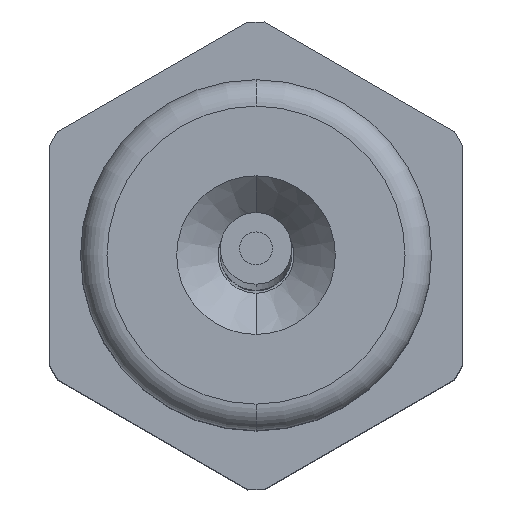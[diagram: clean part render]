
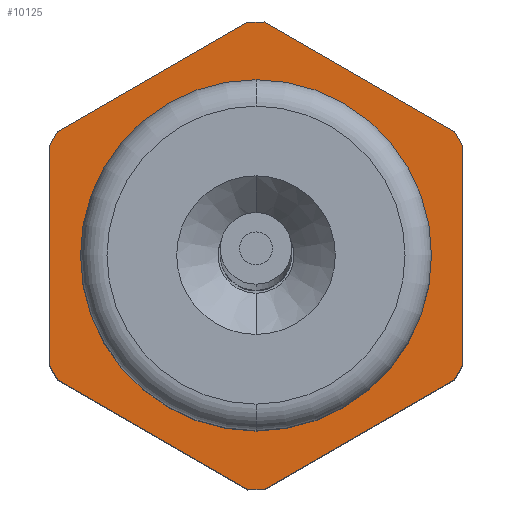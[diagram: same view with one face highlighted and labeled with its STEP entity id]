
A CAD part, top view. The second image highlights one B-rep face of the part: STEP entity #10125.
In plain terms, the highlighted face is planar.
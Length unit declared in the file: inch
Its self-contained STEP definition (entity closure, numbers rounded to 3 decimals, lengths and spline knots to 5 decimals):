
#9772=DIRECTION('',(-0.866,0.,-0.5));
#9773=VECTOR('',#9772,0.01966);
#9774=CARTESIAN_POINT('',(-0.13299,0.05,0.25));
#9775=LINE('',#9774,#9773);
#9776=DIRECTION('',(0.5,0.,0.866));
#9777=VECTOR('',#9776,0.26597);
#9778=CARTESIAN_POINT('',(-0.283,0.05,0.00983));
#9779=LINE('',#9778,#9777);
#9780=DIRECTION('',(0.,0.,-1.));
#9781=VECTOR('',#9780,0.01966);
#9782=CARTESIAN_POINT('',(-0.283,0.05,0.00983));
#9783=LINE('',#9782,#9781);
#9784=DIRECTION('',(-0.5,0.,0.866));
#9785=VECTOR('',#9784,0.26597);
#9786=CARTESIAN_POINT('',(-0.15001,0.05,-0.24017));
#9787=LINE('',#9786,#9785);
#9788=DIRECTION('',(0.866,0.,-0.5));
#9789=VECTOR('',#9788,0.01966);
#9790=CARTESIAN_POINT('',(-0.15001,0.05,-0.24017));
#9791=LINE('',#9790,#9789);
#9792=DIRECTION('',(-1.,0.,0.));
#9793=VECTOR('',#9792,0.26597);
#9794=CARTESIAN_POINT('',(0.13299,0.05,-0.25));
#9795=LINE('',#9794,#9793);
#9796=DIRECTION('',(0.866,0.,0.5));
#9797=VECTOR('',#9796,0.01966);
#9798=CARTESIAN_POINT('',(0.13299,0.05,-0.25));
#9799=LINE('',#9798,#9797);
#9800=DIRECTION('',(-0.5,0.,-0.866));
#9801=VECTOR('',#9800,0.26597);
#9802=CARTESIAN_POINT('',(0.283,0.05,-0.00983));
#9803=LINE('',#9802,#9801);
#9804=DIRECTION('',(0.,0.,1.));
#9805=VECTOR('',#9804,0.01966);
#9806=CARTESIAN_POINT('',(0.283,0.05,-0.00983));
#9807=LINE('',#9806,#9805);
#9808=DIRECTION('',(0.5,0.,-0.866));
#9809=VECTOR('',#9808,0.26597);
#9810=CARTESIAN_POINT('',(0.15001,0.05,0.24017));
#9811=LINE('',#9810,#9809);
#9812=DIRECTION('',(-0.866,0.,0.5));
#9813=VECTOR('',#9812,0.01966);
#9814=CARTESIAN_POINT('',(0.15001,0.05,0.24017));
#9815=LINE('',#9814,#9813);
#9816=DIRECTION('',(1.,0.,0.));
#9817=VECTOR('',#9816,0.26597);
#9818=CARTESIAN_POINT('',(-0.13299,0.05,0.25));
#9819=LINE('',#9818,#9817);
#9820=CARTESIAN_POINT('',(0.,0.05,0.));
#9821=DIRECTION('',(0.,1.,0.));
#9822=DIRECTION('',(1.,0.,0.));
#9823=AXIS2_PLACEMENT_3D('',#9820,#9821,#9822);
#9825=CARTESIAN_POINT('',(0.,0.05,0.));
#9826=DIRECTION('',(0.,1.,0.));
#9827=DIRECTION('',(-1.,0.,0.));
#9828=AXIS2_PLACEMENT_3D('',#9825,#9826,#9827);
#9842=CARTESIAN_POINT('',(0.1378,0.05,0.));
#9843=CARTESIAN_POINT('',(-0.1378,0.05,0.));
#9844=VERTEX_POINT('',#9842);
#9845=VERTEX_POINT('',#9843);
#9870=CARTESIAN_POINT('',(-0.13299,0.05,0.25));
#9871=CARTESIAN_POINT('',(-0.15001,0.05,0.24017));
#9872=VERTEX_POINT('',#9870);
#9873=VERTEX_POINT('',#9871);
#9874=CARTESIAN_POINT('',(0.15001,0.05,0.24017));
#9875=CARTESIAN_POINT('',(0.13299,0.05,0.25));
#9876=VERTEX_POINT('',#9874);
#9877=VERTEX_POINT('',#9875);
#9878=CARTESIAN_POINT('',(0.283,0.05,-0.00983));
#9879=CARTESIAN_POINT('',(0.283,0.05,0.00983));
#9880=VERTEX_POINT('',#9878);
#9881=VERTEX_POINT('',#9879);
#9882=CARTESIAN_POINT('',(0.13299,0.05,-0.25));
#9883=CARTESIAN_POINT('',(0.15001,0.05,-0.24017));
#9884=VERTEX_POINT('',#9882);
#9885=VERTEX_POINT('',#9883);
#9886=CARTESIAN_POINT('',(-0.15001,0.05,-0.24017));
#9887=CARTESIAN_POINT('',(-0.13299,0.05,-0.25));
#9888=VERTEX_POINT('',#9886);
#9889=VERTEX_POINT('',#9887);
#9890=CARTESIAN_POINT('',(-0.283,0.05,0.00983));
#9891=CARTESIAN_POINT('',(-0.283,0.05,-0.00983));
#9892=VERTEX_POINT('',#9890);
#9893=VERTEX_POINT('',#9891);
#10100=CARTESIAN_POINT('',(0.,0.05,0.));
#10101=DIRECTION('',(0.,1.,0.));
#10102=DIRECTION('',(1.,0.,0.));
#10103=AXIS2_PLACEMENT_3D('',#10100,#10101,#10102);
#10104=PLANE('',#10103);
#10105=ORIENTED_EDGE('',*,*,#9940,.T.);
#10106=ORIENTED_EDGE('',*,*,#9956,.F.);
#10107=ORIENTED_EDGE('',*,*,#9969,.T.);
#10108=ORIENTED_EDGE('',*,*,#9982,.F.);
#10109=ORIENTED_EDGE('',*,*,#9997,.T.);
#10110=ORIENTED_EDGE('',*,*,#10010,.F.);
#10111=ORIENTED_EDGE('',*,*,#10025,.T.);
#10112=ORIENTED_EDGE('',*,*,#10038,.F.);
#10113=ORIENTED_EDGE('',*,*,#10053,.T.);
#10114=ORIENTED_EDGE('',*,*,#10066,.F.);
#10115=ORIENTED_EDGE('',*,*,#10081,.T.);
#10116=ORIENTED_EDGE('',*,*,#10093,.F.);
#10117=EDGE_LOOP('',(#10105,#10106,#10107,#10108,#10109,#10110,#10111,#10112,
#10113,#10114,#10115,#10116));
#10118=FACE_OUTER_BOUND('',#10117,.F.);
#10120=ORIENTED_EDGE('',*,*,#10119,.T.);
#10122=ORIENTED_EDGE('',*,*,#10121,.T.);
#10123=EDGE_LOOP('',(#10120,#10122));
#10124=FACE_BOUND('',#10123,.F.);
#10125=ADVANCED_FACE('',(#10118,#10124),#10104,.T.);
#9824=CIRCLE('',#9823,0.1378);
#9829=CIRCLE('',#9828,0.1378);
#9940=EDGE_CURVE('',#9872,#9873,#9775,.T.);
#9956=EDGE_CURVE('',#9892,#9873,#9779,.T.);
#9969=EDGE_CURVE('',#9892,#9893,#9783,.T.);
#9982=EDGE_CURVE('',#9888,#9893,#9787,.T.);
#9997=EDGE_CURVE('',#9888,#9889,#9791,.T.);
#10010=EDGE_CURVE('',#9884,#9889,#9795,.T.);
#10025=EDGE_CURVE('',#9884,#9885,#9799,.T.);
#10038=EDGE_CURVE('',#9880,#9885,#9803,.T.);
#10053=EDGE_CURVE('',#9880,#9881,#9807,.T.);
#10066=EDGE_CURVE('',#9876,#9881,#9811,.T.);
#10081=EDGE_CURVE('',#9876,#9877,#9815,.T.);
#10093=EDGE_CURVE('',#9872,#9877,#9819,.T.);
#10119=EDGE_CURVE('',#9844,#9845,#9824,.T.);
#10121=EDGE_CURVE('',#9845,#9844,#9829,.T.);
